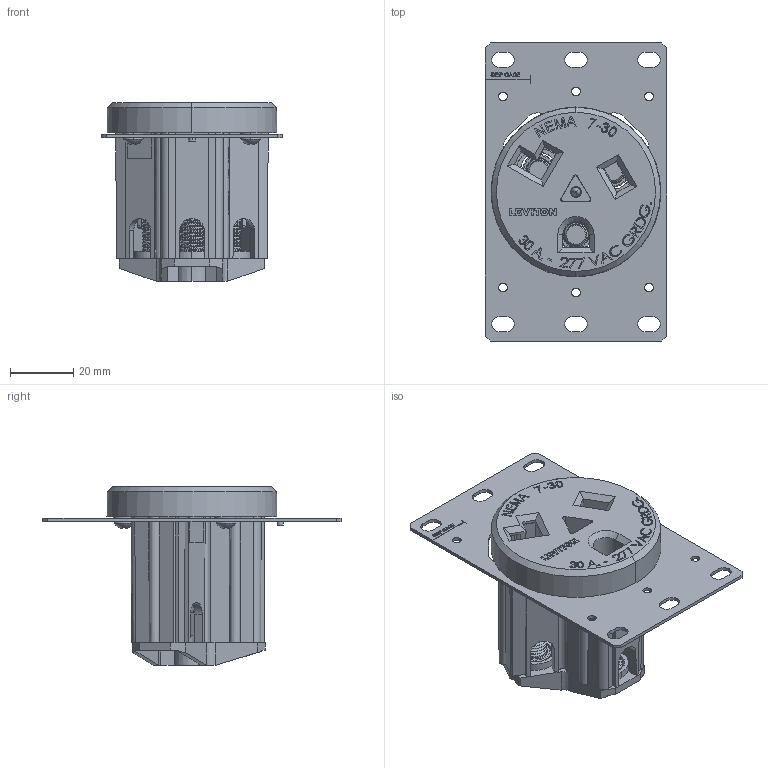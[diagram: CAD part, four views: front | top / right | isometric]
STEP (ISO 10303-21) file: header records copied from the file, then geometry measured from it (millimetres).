
FILE_DESCRIPTION (( 'STEP AP214' ), '1' );
FILE_NAME ('CATSTD-09730-00A-M01.STEP', '2021-08-05T14:20:45', ( '' ), ( '' ), 'SwSTEP 2.0', 'SolidWorks 2020', '' );
FILE_SCHEMA (( 'AUTOMOTIVE_DESIGN' ));
Length unit declared in the file: inch
Products named in the file (1): CATSTD-09730-00A-M01
Bounding box: 57.15 x 94.06 x 56.34 mm (x, y, z)
Volume: 41130.3 mm3; surface area: 41410.7 mm2
Topology: 9 solids, 9 shells, 1542 faces, 4311 edges, 2850 vertices
Faces by surface type: plane 789, cylinder 295, bspline 250, cone 168, torus 32, sphere 8
Full cylindrical faces by diameter (mm): 1.041 x1, 2.43 x1
Entity records: 91083 total; most frequent: CARTESIAN_POINT 38414, ORIENTED_EDGE 8604, DIRECTION 6255, EDGE_CURVE 4302, VERTEX_POINT 2849, VECTOR 2449, LINE 2449, AXIS2_PLACEMENT_3D 1903
